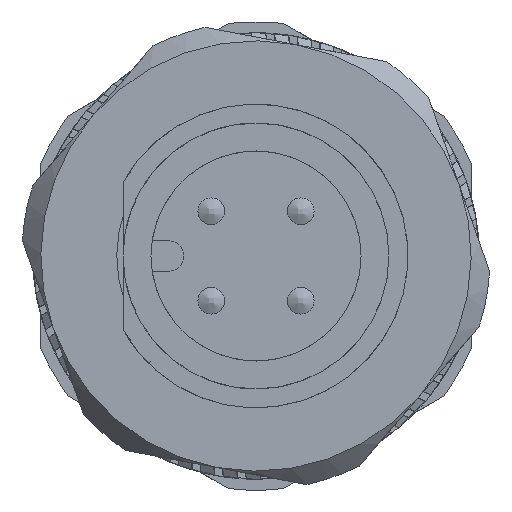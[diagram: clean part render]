
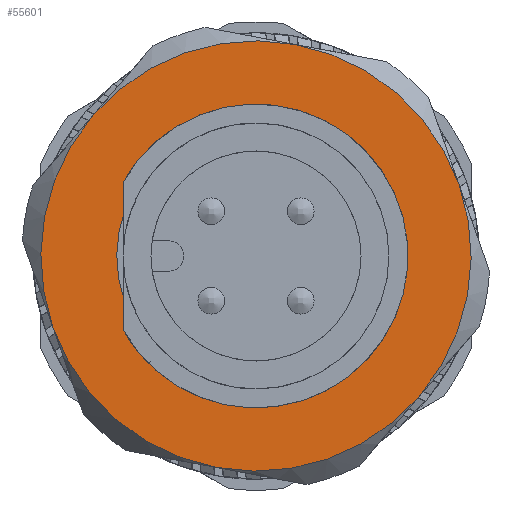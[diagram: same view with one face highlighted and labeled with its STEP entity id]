
A CAD part, left-side view. The second image highlights one B-rep face of the part: STEP entity #55601.
In plain terms, the highlighted planar face has unit normal (-1, 0, 0).
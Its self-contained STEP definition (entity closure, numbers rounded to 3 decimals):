
#2968 = VERTEX_POINT ( 'NONE', #55234 ) ;
#3947 = CARTESIAN_POINT ( 'NONE',  ( -3.295, 4.851, 47. ) ) ;
#4940 = VERTEX_POINT ( 'NONE', #63275 ) ;
#6337 = CARTESIAN_POINT ( 'NONE',  ( -3.295, 4.851, 47. ) ) ;
#6810 = PLANE ( 'NONE',  #8218 ) ;
#7054 = CARTESIAN_POINT ( 'NONE',  ( -3.295, 4.851, 47. ) ) ;
#7524 = VERTEX_POINT ( 'NONE', #63604 ) ;
#8218 = AXIS2_PLACEMENT_3D ( 'NONE', #49365, #60168, #28058 ) ;
#9296 = DIRECTION ( 'NONE',  ( 0., -0.944, 0.331 ) ) ;
#9452 = ORIENTED_EDGE ( 'NONE', *, *, #25569, .T. ) ;
#9631 = DIRECTION ( 'NONE',  ( -1., 0., 0. ) ) ;
#11628 = DIRECTION ( 'NONE',  ( 0., -0.944, 0.331 ) ) ;
#12343 = DIRECTION ( 'NONE',  ( 0., -0.944, 0.331 ) ) ;
#12550 = CARTESIAN_POINT ( 'NONE',  ( -3.295, -3.169, 49.814 ) ) ;
#13097 = AXIS2_PLACEMENT_3D ( 'NONE', #50042, #18041, #55446 ) ;
#13504 = AXIS2_PLACEMENT_3D ( 'NONE', #3947, #41091, #9296 ) ;
#13816 = AXIS2_PLACEMENT_3D ( 'NONE', #56596, #24546, #61960 ) ;
#14503 = EDGE_CURVE ( 'NONE', #41818, #38031, #41623, .T. ) ;
#14814 = AXIS2_PLACEMENT_3D ( 'NONE', #25044, #62454, #30324 ) ;
#14902 = EDGE_CURVE ( 'NONE', #38031, #4940, #46309, .T. ) ;
#15514 = AXIS2_PLACEMENT_3D ( 'NONE', #7054, #44220, #12343 ) ;
#18041 = DIRECTION ( 'NONE',  ( -1., 0., 0. ) ) ;
#21999 = AXIS2_PLACEMENT_3D ( 'NONE', #41442, #9631, #46815 ) ;
#22211 = AXIS2_PLACEMENT_3D ( 'NONE', #56023, #23970, #61379 ) ;
#23421 = EDGE_CURVE ( 'NONE', #2968, #28910, #54756, .T. ) ;
#23603 = VERTEX_POINT ( 'NONE', #60635 ) ;
#23933 = EDGE_CURVE ( 'NONE', #47403, #41818, #38842, .T. ) ;
#23970 = DIRECTION ( 'NONE',  ( -1., 0., 0. ) ) ;
#24546 = DIRECTION ( 'NONE',  ( -1., 0., 0. ) ) ;
#25044 = CARTESIAN_POINT ( 'NONE',  ( -3.295, 4.851, 47. ) ) ;
#25569 = EDGE_CURVE ( 'NONE', #23603, #47403, #52340, .T. ) ;
#25982 = EDGE_CURVE ( 'NONE', #7524, #23603, #30429, .T. ) ;
#26019 = FACE_BOUND ( 'NONE', #40493, .T. ) ;
#26653 = EDGE_CURVE ( 'NONE', #4940, #7524, #61771, .T. ) ;
#27843 = CARTESIAN_POINT ( 'NONE',  ( -3.295, -0.338, 48.821 ) ) ;
#28058 = DIRECTION ( 'NONE',  ( 0., -0.944, 0.331 ) ) ;
#28910 = VERTEX_POINT ( 'NONE', #27843 ) ;
#30324 = DIRECTION ( 'NONE',  ( 0., -0.944, 0.331 ) ) ;
#30429 = CIRCLE ( 'NONE', #13504, 8.5 ) ;
#32102 = ORIENTED_EDGE ( 'NONE', *, *, #23933, .T. ) ;
#33210 = ORIENTED_EDGE ( 'NONE', *, *, #23421, .T. ) ;
#37506 = ORIENTED_EDGE ( 'NONE', *, *, #25982, .T. ) ;
#38031 = VERTEX_POINT ( 'NONE', #61715 ) ;
#38842 = CIRCLE ( 'NONE', #14814, 8.5 ) ;
#40109 = CIRCLE ( 'NONE', #64357, 5.5 ) ;
#40493 = EDGE_LOOP ( 'NONE', ( #64133, #33210 ) ) ;
#41091 = DIRECTION ( 'NONE',  ( -1., 0., 0. ) ) ;
#41442 = CARTESIAN_POINT ( 'NONE',  ( -3.295, 4.851, 47. ) ) ;
#41623 = CIRCLE ( 'NONE', #22211, 8.5 ) ;
#41818 = VERTEX_POINT ( 'NONE', #12550 ) ;
#43493 = DIRECTION ( 'NONE',  ( 1., 0., 0. ) ) ;
#44220 = DIRECTION ( 'NONE',  ( 1., 0., 0. ) ) ;
#46309 = CIRCLE ( 'NONE', #21999, 8.5 ) ;
#46815 = DIRECTION ( 'NONE',  ( 0., -0.944, 0.331 ) ) ;
#47403 = VERTEX_POINT ( 'NONE', #68202 ) ;
#48337 = ORIENTED_EDGE ( 'NONE', *, *, #26653, .T. ) ;
#48355 = ORIENTED_EDGE ( 'NONE', *, *, #14902, .T. ) ;
#49365 = CARTESIAN_POINT ( 'NONE',  ( -3.295, 10.513, 45.013 ) ) ;
#49420 = EDGE_LOOP ( 'NONE', ( #32102, #66298, #48355, #48337, #37506, #9452 ) ) ;
#50042 = CARTESIAN_POINT ( 'NONE',  ( -3.295, 4.851, 47. ) ) ;
#52340 = CIRCLE ( 'NONE', #13816, 8.5 ) ;
#54756 = CIRCLE ( 'NONE', #15514, 5.5 ) ;
#55234 = CARTESIAN_POINT ( 'NONE',  ( -3.295, 10.041, 45.179 ) ) ;
#55446 = DIRECTION ( 'NONE',  ( 0., -0.944, 0.331 ) ) ;
#55601 = ADVANCED_FACE ( 'NONE', ( #26019, #65709 ), #6810, .T. ) ;
#56023 = CARTESIAN_POINT ( 'NONE',  ( -3.295, 4.851, 47. ) ) ;
#56596 = CARTESIAN_POINT ( 'NONE',  ( -3.295, 4.851, 47. ) ) ;
#60168 = DIRECTION ( 'NONE',  ( -1., 0., 0. ) ) ;
#60635 = CARTESIAN_POINT ( 'NONE',  ( -3.295, 6.424, 38.647 ) ) ;
#61379 = DIRECTION ( 'NONE',  ( 0., -0.944, 0.331 ) ) ;
#61715 = CARTESIAN_POINT ( 'NONE',  ( -3.295, 3.279, 55.353 ) ) ;
#61771 = CIRCLE ( 'NONE', #13097, 8.5 ) ;
#61960 = DIRECTION ( 'NONE',  ( 0., -0.944, 0.331 ) ) ;
#62454 = DIRECTION ( 'NONE',  ( -1., 0., 0. ) ) ;
#63275 = CARTESIAN_POINT ( 'NONE',  ( -3.295, 11.299, 52.539 ) ) ;
#63604 = CARTESIAN_POINT ( 'NONE',  ( -3.295, 12.872, 44.186 ) ) ;
#64133 = ORIENTED_EDGE ( 'NONE', *, *, #66300, .T. ) ;
#64357 = AXIS2_PLACEMENT_3D ( 'NONE', #6337, #43493, #11628 ) ;
#65709 = FACE_OUTER_BOUND ( 'NONE', #49420, .T. ) ;
#66298 = ORIENTED_EDGE ( 'NONE', *, *, #14503, .T. ) ;
#66300 = EDGE_CURVE ( 'NONE', #28910, #2968, #40109, .T. ) ;
#68202 = CARTESIAN_POINT ( 'NONE',  ( -3.295, -1.596, 41.461 ) ) ;
